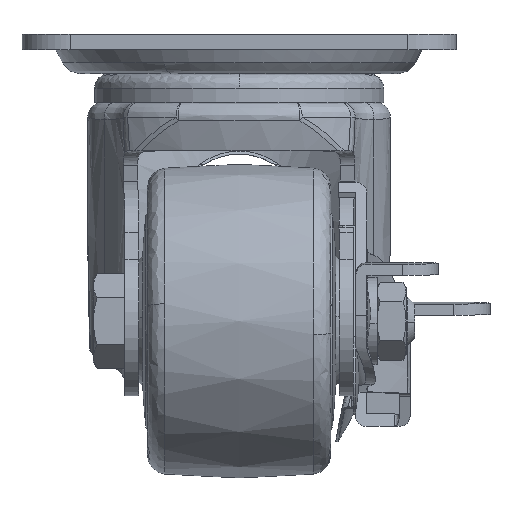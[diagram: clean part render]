
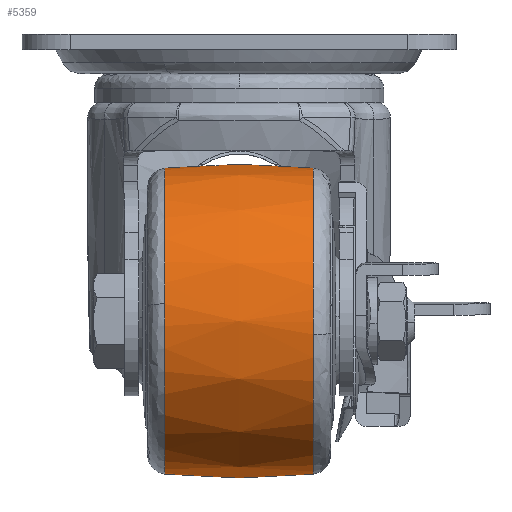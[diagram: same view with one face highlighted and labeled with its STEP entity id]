
A CAD part, left-side view. The second image highlights one B-rep face of the part: STEP entity #5359.
In plain terms, the highlighted free-form (B-spline) face has degree [2, 2] with [3, 7] control points.
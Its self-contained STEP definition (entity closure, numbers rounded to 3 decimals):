
#4925=CARTESIAN_POINT('',(-22.0,15.411,-91.206));
#4926=VERTEX_POINT('',#4925);
#4940=CARTESIAN_POINT('',(-53.504,15.411,-55.922));
#4941=VERTEX_POINT('',#4940);
#4942=CARTESIAN_POINT('',(-53.504,15.411,-55.922));
#4943=CARTESIAN_POINT('',(-53.706,15.411,-57.705));
#4944=CARTESIAN_POINT('',(-53.706,15.411,-59.5));
#4945=CARTESIAN_POINT('',(-53.706,15.411,-91.206));
#4946=CARTESIAN_POINT('',(-22.0,15.411,-91.206));
#4954=(BOUNDED_CURVE()B_SPLINE_CURVE(2,(#4942,#4943,#4944,#4945,#4946),.UNSPECIFIED.,.F.,.U.)B_SPLINE_CURVE_WITH_KNOTS((3,2,3),(0.73,0.75,1.0),.UNSPECIFIED.)CURVE()GEOMETRIC_REPRESENTATION_ITEM()RATIONAL_B_SPLINE_CURVE((0.958,0.977,1.0,0.707,1.0))REPRESENTATION_ITEM(''));
#4955=EDGE_CURVE('',#4941,#4926,#4954,.T.);
#5006=CARTESIAN_POINT('',(-22.0,15.411,-27.794));
#5007=VERTEX_POINT('',#5006);
#5008=CARTESIAN_POINT('',(-22.0,15.411,-27.794));
#5009=CARTESIAN_POINT('',(-50.309,15.411,-27.794));
#5010=CARTESIAN_POINT('',(-53.504,15.411,-55.922));
#5018=(BOUNDED_CURVE()B_SPLINE_CURVE(2,(#5008,#5009,#5010),.UNSPECIFIED.,.F.,.U.)B_SPLINE_CURVE_WITH_KNOTS((3,3),(0.5,0.73),.UNSPECIFIED.)CURVE()GEOMETRIC_REPRESENTATION_ITEM()RATIONAL_B_SPLINE_CURVE((1.0,0.73,0.958))REPRESENTATION_ITEM(''));
#5019=EDGE_CURVE('',#5007,#4941,#5018,.T.);
#5229=CARTESIAN_POINT('',(-22.0,-15.411,-91.206));
#5230=VERTEX_POINT('',#5229);
#5231=CARTESIAN_POINT('',(-22.0,-15.411,-91.206));
#5232=CARTESIAN_POINT('',(-22.,0.,-92.798));
#5233=CARTESIAN_POINT('',(-22.,15.411,-91.206));
#5241=(BOUNDED_CURVE()B_SPLINE_CURVE(2,(#5231,#5232,#5233),.UNSPECIFIED.,.F.,.U.)B_SPLINE_CURVE_WITH_KNOTS((3,3),(0.426,0.574),.UNSPECIFIED.)CURVE()GEOMETRIC_REPRESENTATION_ITEM()RATIONAL_B_SPLINE_CURVE((0.894,0.889,0.894))REPRESENTATION_ITEM(''));
#5242=EDGE_CURVE('',#5230,#4926,#5241,.T.);
#5246=CARTESIAN_POINT('',(-22.0,-15.411,-27.794));
#5247=VERTEX_POINT('',#5246);
#5248=CARTESIAN_POINT('',(-22.,-15.411,-27.794));
#5249=CARTESIAN_POINT('',(-22.,0.,-26.202));
#5250=CARTESIAN_POINT('',(-22.,15.411,-27.794));
#5258=(BOUNDED_CURVE()B_SPLINE_CURVE(2,(#5248,#5249,#5250),.UNSPECIFIED.,.F.,.U.)B_SPLINE_CURVE_WITH_KNOTS((3,3),(0.426,0.574),.UNSPECIFIED.)CURVE()GEOMETRIC_REPRESENTATION_ITEM()RATIONAL_B_SPLINE_CURVE((0.894,0.889,0.894))REPRESENTATION_ITEM(''));
#5259=EDGE_CURVE('',#5247,#5007,#5258,.T.);
#5294=CARTESIAN_POINT('',(-21.118,-16.941,-27.96));
#5295=CARTESIAN_POINT('',(-21.064,0.,-26.034));
#5296=CARTESIAN_POINT('',(-21.118,16.941,-27.96));
#5297=CARTESIAN_POINT('',(-21.557,-16.941,-27.96));
#5298=CARTESIAN_POINT('',(-21.529,0.,-26.034));
#5299=CARTESIAN_POINT('',(-21.557,16.941,-27.96));
#5300=CARTESIAN_POINT('',(-53.54,-16.941,-27.96));
#5301=CARTESIAN_POINT('',(-55.466,0.,-26.034));
#5302=CARTESIAN_POINT('',(-53.54,16.941,-27.96));
#5303=CARTESIAN_POINT('',(-53.54,-16.941,-59.5));
#5304=CARTESIAN_POINT('',(-55.466,0.,-59.5));
#5305=CARTESIAN_POINT('',(-53.54,16.941,-59.5));
#5306=CARTESIAN_POINT('',(-53.54,-16.941,-91.04));
#5307=CARTESIAN_POINT('',(-55.466,0.,-92.966));
#5308=CARTESIAN_POINT('',(-53.54,16.941,-91.04));
#5309=CARTESIAN_POINT('',(-21.557,-16.941,-91.04));
#5310=CARTESIAN_POINT('',(-21.529,0.,-92.966));
#5311=CARTESIAN_POINT('',(-21.557,16.941,-91.04));
#5312=CARTESIAN_POINT('',(-21.118,-16.941,-91.04));
#5313=CARTESIAN_POINT('',(-21.064,0.,-92.966));
#5314=CARTESIAN_POINT('',(-21.118,16.941,-91.04));
#5322=(BOUNDED_SURFACE()B_SPLINE_SURFACE(2,2,((#5294,#5297,#5300,#5303,#5306,#5309,#5312),(#5295,#5298,#5301,#5304,#5307,#5310,#5313),(#5296,#5299,#5302,#5305,#5308,#5311,#5314)),.UNSPECIFIED.,.F.,.F.,.U.)B_SPLINE_SURFACE_WITH_KNOTS((3,3),(3,1,2,1,3),(0.0,33.991),(0.0,1.077,54.925,108.772,109.849),.UNSPECIFIED.)GEOMETRIC_REPRESENTATION_ITEM()RATIONAL_B_SPLINE_SURFACE(((0.905,0.9,0.633,0.895,0.633,0.9,0.905),(0.899,0.894,0.628,0.889,0.628,0.894,0.899),(0.905,0.9,0.633,0.895,0.633,0.9,0.905)))REPRESENTATION_ITEM('')SURFACE());
#5323=ORIENTED_EDGE('',*,*,#5242,.F.);
#5324=CARTESIAN_POINT('',(-53.584,-15.411,-62.285));
#5325=VERTEX_POINT('',#5324);
#5326=CARTESIAN_POINT('',(-53.584,-15.411,-62.285));
#5327=CARTESIAN_POINT('',(-51.033,-15.411,-91.206));
#5328=CARTESIAN_POINT('',(-22.0,-15.411,-91.206));
#5336=(BOUNDED_CURVE()B_SPLINE_CURVE(2,(#5326,#5327,#5328),.UNSPECIFIED.,.F.,.U.)B_SPLINE_CURVE_WITH_KNOTS((3,3),(0.765,1.0),.UNSPECIFIED.)CURVE()GEOMETRIC_REPRESENTATION_ITEM()RATIONAL_B_SPLINE_CURVE((0.966,0.725,1.0))REPRESENTATION_ITEM(''));
#5337=EDGE_CURVE('',#5325,#5230,#5336,.T.);
#5338=ORIENTED_EDGE('',*,*,#5337,.F.);
#5339=CARTESIAN_POINT('',(-22.0,-15.411,-27.794));
#5340=CARTESIAN_POINT('',(-53.706,-15.411,-27.794));
#5341=CARTESIAN_POINT('',(-53.706,-15.411,-59.5));
#5342=CARTESIAN_POINT('',(-53.706,-15.411,-60.895));
#5343=CARTESIAN_POINT('',(-53.584,-15.411,-62.285));
#5351=(BOUNDED_CURVE()B_SPLINE_CURVE(2,(#5339,#5340,#5341,#5342,#5343),.UNSPECIFIED.,.F.,.U.)B_SPLINE_CURVE_WITH_KNOTS((3,2,3),(0.5,0.75,0.765),.UNSPECIFIED.)CURVE()GEOMETRIC_REPRESENTATION_ITEM()RATIONAL_B_SPLINE_CURVE((1.0,0.707,1.0,0.982,0.966))REPRESENTATION_ITEM(''));
#5352=EDGE_CURVE('',#5247,#5325,#5351,.T.);
#5353=ORIENTED_EDGE('',*,*,#5352,.F.);
#5354=ORIENTED_EDGE('',*,*,#5259,.T.);
#5355=ORIENTED_EDGE('',*,*,#5019,.T.);
#5356=ORIENTED_EDGE('',*,*,#4955,.T.);
#5357=EDGE_LOOP('',(#5323,#5338,#5353,#5354,#5355,#5356));
#5358=FACE_OUTER_BOUND('',#5357,.T.);
#5359=ADVANCED_FACE('',(#5358),#5322,.T.);
